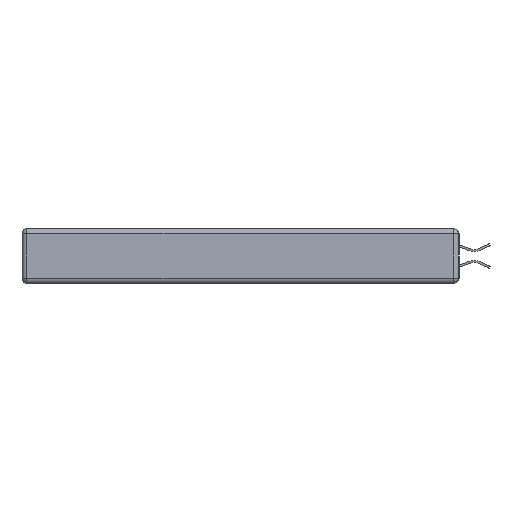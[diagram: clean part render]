
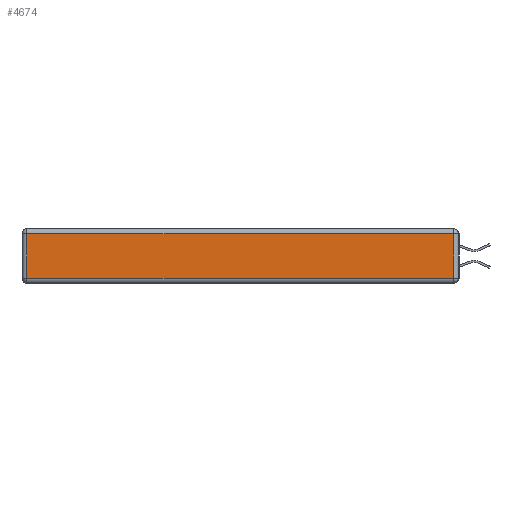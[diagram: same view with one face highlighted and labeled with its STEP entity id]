
A CAD part, left-side view. The second image highlights one B-rep face of the part: STEP entity #4674.
In plain terms, the highlighted planar face has unit normal (-1, 0, 0).
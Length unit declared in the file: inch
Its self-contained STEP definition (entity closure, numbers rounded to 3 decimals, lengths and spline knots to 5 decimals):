
#901 = EDGE_CURVE ( 'NONE', #19172, #17466, #5684, .T. ) ;
#1213 = CARTESIAN_POINT ( 'NONE',  ( 0., 2.72, -0.343 ) ) ;
#1238 = VERTEX_POINT ( 'NONE', #6561 ) ;
#2078 = ORIENTED_EDGE ( 'NONE', *, *, #6091, .T. ) ;
#2543 = VECTOR ( 'NONE', #15743, 39.37008 ) ;
#2557 = EDGE_CURVE ( 'NONE', #17466, #15668, #9512, .T. ) ;
#2973 = CARTESIAN_POINT ( 'NONE',  ( 0., 2.75, -0.03 ) ) ;
#3464 = AXIS2_PLACEMENT_3D ( 'NONE', #19146, #14757, #10214 ) ;
#3500 = ORIENTED_EDGE ( 'NONE', *, *, #17353, .T. ) ;
#3655 = FACE_OUTER_BOUND ( 'NONE', #13428, .T. ) ;
#4674 = ADVANCED_FACE ( 'NONE', ( #3655 ), #17722, .T. ) ;
#5206 = VECTOR ( 'NONE', #5639, 39.37008 ) ;
#5639 = DIRECTION ( 'NONE',  ( 0., 0., 1. ) ) ;
#5684 = LINE ( 'NONE', #8782, #5206 ) ;
#6091 = EDGE_CURVE ( 'NONE', #15668, #1238, #6703, .T. ) ;
#6130 = DIRECTION ( 'NONE',  ( 0., 1., 0. ) ) ;
#6561 = CARTESIAN_POINT ( 'NONE',  ( 0., 2.72, -0.313 ) ) ;
#6703 = LINE ( 'NONE', #1213, #16664 ) ;
#8782 = CARTESIAN_POINT ( 'NONE',  ( 0., 0.03, -0.343 ) ) ;
#9220 = ORIENTED_EDGE ( 'NONE', *, *, #2557, .T. ) ;
#9512 = LINE ( 'NONE', #2973, #12580 ) ;
#10214 = DIRECTION ( 'NONE',  ( 0., 0., 1. ) ) ;
#10935 = ORIENTED_EDGE ( 'NONE', *, *, #901, .T. ) ;
#11864 = DIRECTION ( 'NONE',  ( 0., 0., -1. ) ) ;
#12580 = VECTOR ( 'NONE', #6130, 39.37008 ) ;
#13428 = EDGE_LOOP ( 'NONE', ( #3500, #10935, #9220, #2078 ) ) ;
#14165 = CARTESIAN_POINT ( 'NONE',  ( 0., 0., -0.313 ) ) ;
#14358 = CARTESIAN_POINT ( 'NONE',  ( 0., 2.72, -0.03 ) ) ;
#14419 = CARTESIAN_POINT ( 'NONE',  ( 0., 0.03, -0.03 ) ) ;
#14757 = DIRECTION ( 'NONE',  ( -1., 0., 0. ) ) ;
#15250 = CARTESIAN_POINT ( 'NONE',  ( 0., 0.03, -0.313 ) ) ;
#15659 = LINE ( 'NONE', #14165, #2543 ) ;
#15668 = VERTEX_POINT ( 'NONE', #14358 ) ;
#15743 = DIRECTION ( 'NONE',  ( 0., -1., 0. ) ) ;
#16664 = VECTOR ( 'NONE', #11864, 39.37008 ) ;
#17353 = EDGE_CURVE ( 'NONE', #1238, #19172, #15659, .T. ) ;
#17466 = VERTEX_POINT ( 'NONE', #14419 ) ;
#17722 = PLANE ( 'NONE',  #3464 ) ;
#19146 = CARTESIAN_POINT ( 'NONE',  ( 0., 0., -0.343 ) ) ;
#19172 = VERTEX_POINT ( 'NONE', #15250 ) ;
